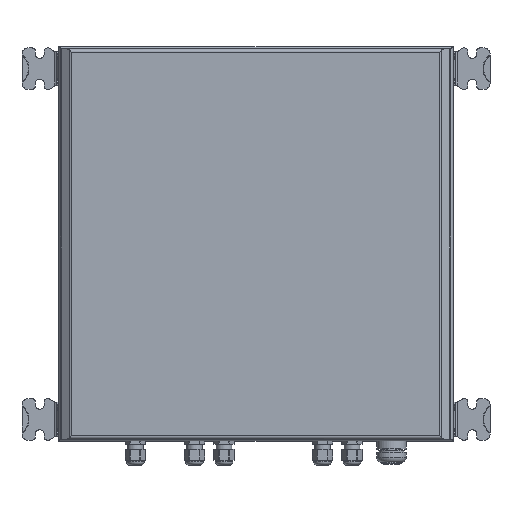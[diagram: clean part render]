
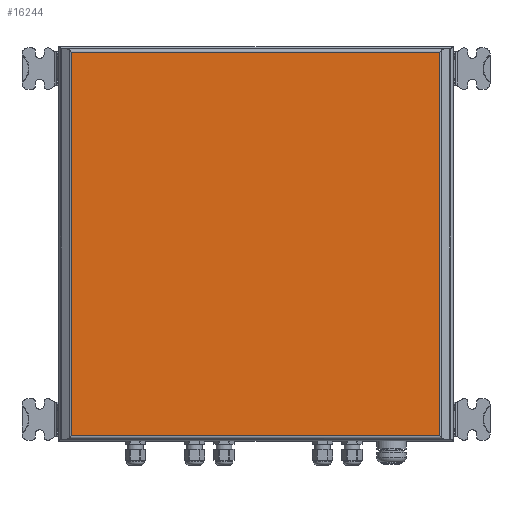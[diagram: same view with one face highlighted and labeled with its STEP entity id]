
A CAD part, top view. The second image highlights one B-rep face of the part: STEP entity #16244.
In plain terms, the highlighted planar face has unit normal (0, 0, 1).
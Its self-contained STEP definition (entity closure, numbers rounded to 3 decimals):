
#673=PLANE('',#17974);
#1505=FACE_OUTER_BOUND('',#2396,.T.);
#2396=EDGE_LOOP('',(#14027,#14028,#14029,#14030));
#3719=LINE('',#27965,#5045);
#3720=LINE('',#27967,#5046);
#3721=LINE('',#27969,#5047);
#3722=LINE('',#27970,#5048);
#5045=VECTOR('',#22655,10.);
#5046=VECTOR('',#22656,10.);
#5047=VECTOR('',#22657,10.);
#5048=VECTOR('',#22658,10.);
#7372=VERTEX_POINT('',#27963);
#7373=VERTEX_POINT('',#27964);
#7374=VERTEX_POINT('',#27966);
#7375=VERTEX_POINT('',#27968);
#9621=EDGE_CURVE('',#7372,#7373,#3719,.T.);
#9622=EDGE_CURVE('',#7374,#7373,#3720,.T.);
#9623=EDGE_CURVE('',#7375,#7374,#3721,.T.);
#9624=EDGE_CURVE('',#7375,#7372,#3722,.T.);
#14027=ORIENTED_EDGE('',*,*,#9621,.T.);
#14028=ORIENTED_EDGE('',*,*,#9622,.F.);
#14029=ORIENTED_EDGE('',*,*,#9623,.F.);
#14030=ORIENTED_EDGE('',*,*,#9624,.T.);
#16244=ADVANCED_FACE('',(#1505),#673,.T.);
#17974=AXIS2_PLACEMENT_3D('',#27962,#22653,#22654);
#22653=DIRECTION('center_axis',(0.,0.,1.));
#22654=DIRECTION('ref_axis',(1.,0.,0.));
#22655=DIRECTION('',(-1.,0.,0.));
#22656=DIRECTION('',(0.,1.,0.));
#22657=DIRECTION('',(-1.,0.,0.));
#22658=DIRECTION('',(0.,1.,0.));
#27962=CARTESIAN_POINT('Origin',(199.525,199.7,203.));
#27963=CARTESIAN_POINT('',(386.525,394.5,203.));
#27964=CARTESIAN_POINT('',(12.525,394.5,203.));
#27965=CARTESIAN_POINT('',(1.525,394.5,203.));
#27966=CARTESIAN_POINT('',(12.525,4.9,203.));
#27967=CARTESIAN_POINT('',(12.525,397.7,203.));
#27968=CARTESIAN_POINT('',(386.525,4.9,203.));
#27969=CARTESIAN_POINT('',(1.525,4.9,203.));
#27970=CARTESIAN_POINT('',(386.525,397.7,203.));
